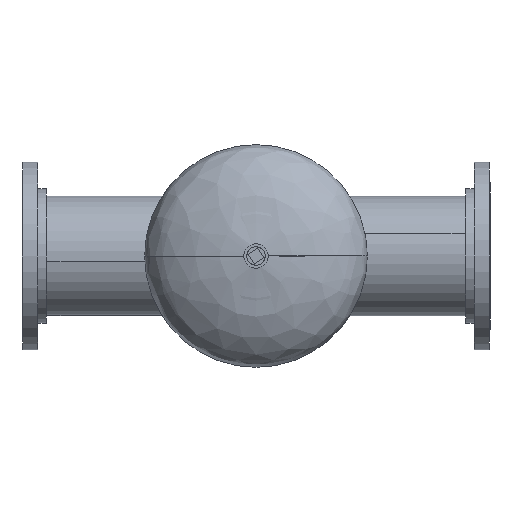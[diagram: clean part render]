
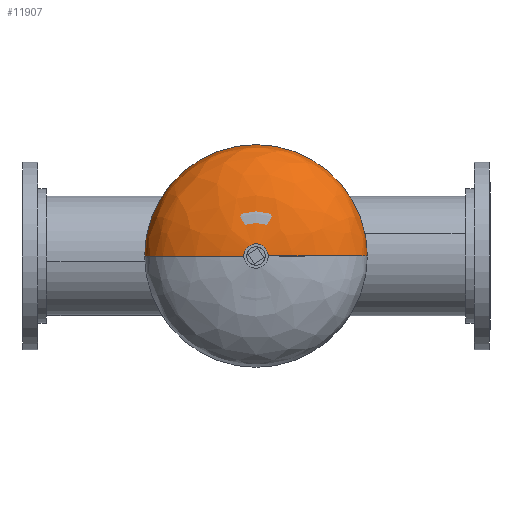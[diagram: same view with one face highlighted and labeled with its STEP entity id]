
A CAD part, front view. The second image highlights one B-rep face of the part: STEP entity #11907.
In plain terms, the highlighted free-form (B-spline) face has degree [3, 3] with [4, 4] control points.
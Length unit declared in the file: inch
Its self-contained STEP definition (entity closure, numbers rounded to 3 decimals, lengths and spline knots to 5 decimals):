
#505 = DIRECTION ( 'NONE',  ( 0., 0., -1. ) ) ;
#822 = CARTESIAN_POINT ( 'NONE',  ( 0.75, 4.54417, 0. ) ) ;
#830 = CARTESIAN_POINT ( 'NONE',  ( -0.75, 4.54417, 0. ) ) ;
#880 = CARTESIAN_POINT ( 'NONE',  ( -0.75, 4.54417, 1.5 ) ) ;
#946 = CIRCLE ( 'NONE', #5470, 0.75 ) ;
#1105 = EDGE_LOOP ( 'NONE', ( #6024, #12131, #11204, #3478, #11494, #1386 ) ) ;
#1386 = ORIENTED_EDGE ( 'NONE', *, *, #2786, .T. ) ;
#1580 = AXIS2_PLACEMENT_3D ( 'NONE', #6264, #10179, #505 ) ;
#1650 = CARTESIAN_POINT ( 'NONE',  ( -8., 0.5125, 16. ) ) ;
#1710 = CARTESIAN_POINT ( 'NONE',  ( 8., 2.71168, 16. ) ) ;
#1841 = CARTESIAN_POINT ( 'NONE',  ( 8., 0.5125, 16. ) ) ;
#1902 = CARTESIAN_POINT ( 'NONE',  ( -0.75, 4.54417, 0. ) ) ;
#1989 = DIRECTION ( 'NONE',  ( 0., -1., 0. ) ) ;
#2042 = VERTEX_POINT ( 'NONE', #7677 ) ;
#2159 = AXIS2_PLACEMENT_3D ( 'NONE', #3728, #3783, #12676 ) ;
#2226 = CARTESIAN_POINT ( 'NONE',  ( -0.75, 4.54417, 0. ) ) ;
#2786 = EDGE_CURVE ( 'NONE', #8886, #2042, #7761, .T. ) ;
#2804 = CARTESIAN_POINT ( 'NONE',  ( 8., 2.71168, 0. ) ) ;
#3103 =( BOUNDED_SURFACE ( )  B_SPLINE_SURFACE ( 3, 3, ( 
 ( #822, #6620, #880, #1902 ),
 ( #7771, #11635, #5843, #8602 ),
 ( #2804, #1710, #10674, #7582 ),
 ( #11762, #1841, #1650, #9501 ) ),
 .UNSPECIFIED., .F., .F., .F. ) 
 B_SPLINE_SURFACE_WITH_KNOTS ( ( 4, 4 ),
 ( 4, 4 ),
 ( 0., 1. ),
 ( 0., 1. ),
 .UNSPECIFIED. ) 
 GEOMETRIC_REPRESENTATION_ITEM ( )  RATIONAL_B_SPLINE_SURFACE ( (
 ( 1., 0.333, 0.333, 1.),
 ( 0.826, 0.275, 0.275, 0.826),
 ( 0.826, 0.275, 0.275, 0.826),
 ( 1., 0.333, 0.333, 1.) ) ) 
 REPRESENTATION_ITEM ( '' )  SURFACE ( )  );
#3123 = CARTESIAN_POINT ( 'NONE',  ( 0.75, 4.54417, 0. ) ) ;
#3272 = CIRCLE ( 'NONE', #7800, 8. ) ;
#3478 = ORIENTED_EDGE ( 'NONE', *, *, #9862, .F. ) ;
#3728 = CARTESIAN_POINT ( 'NONE',  ( 0., 0.5125, 0. ) ) ;
#3783 = DIRECTION ( 'NONE',  ( 0., -1., 0. ) ) ;
#4159 = CARTESIAN_POINT ( 'NONE',  ( -8., 2.71168, 0. ) ) ;
#4337 = CARTESIAN_POINT ( 'NONE',  ( 0., 0.5125, 8. ) ) ;
#4429 = CARTESIAN_POINT ( 'NONE',  ( 0.75, 4.54417, 0. ) ) ;
#4491 = CARTESIAN_POINT ( 'NONE',  ( 8., 2.71168, 0. ) ) ;
#5157 = CARTESIAN_POINT ( 'NONE',  ( 0., 4.54417, 0. ) ) ;
#5243 = DIRECTION ( 'NONE',  ( 0., 0., -1. ) ) ;
#5470 = AXIS2_PLACEMENT_3D ( 'NONE', #5157, #1989, #10947 ) ;
#5843 = CARTESIAN_POINT ( 'NONE',  ( -5.07546, 4.33799, 10.15091 ) ) ;
#5892 = VERTEX_POINT ( 'NONE', #9605 ) ;
#5918 = CARTESIAN_POINT ( 'NONE',  ( -5.07546, 4.33799, 0. ) ) ;
#6024 = ORIENTED_EDGE ( 'NONE', *, *, #8242, .T. ) ;
#6078 =( BOUNDED_CURVE ( )  B_SPLINE_CURVE ( 3, ( #4429, #10237, #4491, #6509 ),
 .UNSPECIFIED., .F., .T. ) 
 B_SPLINE_CURVE_WITH_KNOTS ( ( 4, 4 ),
 ( 1.66468, 3.14159 ),
 .UNSPECIFIED. ) 
 CURVE ( )  GEOMETRIC_REPRESENTATION_ITEM ( )  RATIONAL_B_SPLINE_CURVE ( ( 1., 0.826, 0.826, 1. ) ) 
 REPRESENTATION_ITEM ( '' )  );
#6262 = VERTEX_POINT ( 'NONE', #830 ) ;
#6264 = CARTESIAN_POINT ( 'NONE',  ( 0., 4.54417, 0. ) ) ;
#6509 = CARTESIAN_POINT ( 'NONE',  ( 8., 0.5125, 0. ) ) ;
#6620 = CARTESIAN_POINT ( 'NONE',  ( 0.75, 4.54417, 1.5 ) ) ;
#7582 = CARTESIAN_POINT ( 'NONE',  ( -8., 2.71168, 0. ) ) ;
#7677 = CARTESIAN_POINT ( 'NONE',  ( 0., 4.54417, 0.75 ) ) ;
#7761 = CIRCLE ( 'NONE', #1580, 0.75 ) ;
#7771 = CARTESIAN_POINT ( 'NONE',  ( 5.07546, 4.33799, 0. ) ) ;
#7800 = AXIS2_PLACEMENT_3D ( 'NONE', #12190, #8964, #5243 ) ;
#7902 = EDGE_CURVE ( 'NONE', #9879, #11856, #12040, .T. ) ;
#8242 = EDGE_CURVE ( 'NONE', #2042, #6262, #946, .T. ) ;
#8602 = CARTESIAN_POINT ( 'NONE',  ( -5.07546, 4.33799, 0. ) ) ;
#8796 = CARTESIAN_POINT ( 'NONE',  ( -8., 0.5125, 0. ) ) ;
#8886 = VERTEX_POINT ( 'NONE', #3123 ) ;
#8964 = DIRECTION ( 'NONE',  ( 0., -1., 0. ) ) ;
#9501 = CARTESIAN_POINT ( 'NONE',  ( -8., 0.5125, 0. ) ) ;
#9605 = CARTESIAN_POINT ( 'NONE',  ( 8., 0.5125, 0. ) ) ;
#9835 = CARTESIAN_POINT ( 'NONE',  ( -8., 0.5125, 0. ) ) ;
#9862 = EDGE_CURVE ( 'NONE', #5892, #9879, #3272, .T. ) ;
#9879 = VERTEX_POINT ( 'NONE', #4337 ) ;
#10179 = DIRECTION ( 'NONE',  ( 0., -1., 0. ) ) ;
#10237 = CARTESIAN_POINT ( 'NONE',  ( 5.07546, 4.33799, 0. ) ) ;
#10443 =( BOUNDED_CURVE ( )  B_SPLINE_CURVE ( 3, ( #2226, #5918, #4159, #9835 ),
 .UNSPECIFIED., .F., .T. ) 
 B_SPLINE_CURVE_WITH_KNOTS ( ( 4, 4 ),
 ( 1.66468, 3.14159 ),
 .UNSPECIFIED. ) 
 CURVE ( )  GEOMETRIC_REPRESENTATION_ITEM ( )  RATIONAL_B_SPLINE_CURVE ( ( 1., 0.826, 0.826, 1. ) ) 
 REPRESENTATION_ITEM ( '' )  );
#10674 = CARTESIAN_POINT ( 'NONE',  ( -8., 2.71168, 16. ) ) ;
#10737 = FACE_OUTER_BOUND ( 'NONE', #1105, .T. ) ;
#10947 = DIRECTION ( 'NONE',  ( 0., 0., -1. ) ) ;
#11204 = ORIENTED_EDGE ( 'NONE', *, *, #7902, .F. ) ;
#11494 = ORIENTED_EDGE ( 'NONE', *, *, #12230, .F. ) ;
#11635 = CARTESIAN_POINT ( 'NONE',  ( 5.07546, 4.33799, 10.15091 ) ) ;
#11762 = CARTESIAN_POINT ( 'NONE',  ( 8., 0.5125, 0. ) ) ;
#11856 = VERTEX_POINT ( 'NONE', #8796 ) ;
#11907 = ADVANCED_FACE ( 'NONE', ( #10737 ), #3103, .F. ) ;
#12040 = CIRCLE ( 'NONE', #2159, 8. ) ;
#12131 = ORIENTED_EDGE ( 'NONE', *, *, #12382, .T. ) ;
#12190 = CARTESIAN_POINT ( 'NONE',  ( 0., 0.5125, 0. ) ) ;
#12230 = EDGE_CURVE ( 'NONE', #8886, #5892, #6078, .T. ) ;
#12382 = EDGE_CURVE ( 'NONE', #6262, #11856, #10443, .T. ) ;
#12676 = DIRECTION ( 'NONE',  ( 0., 0., -1. ) ) ;
